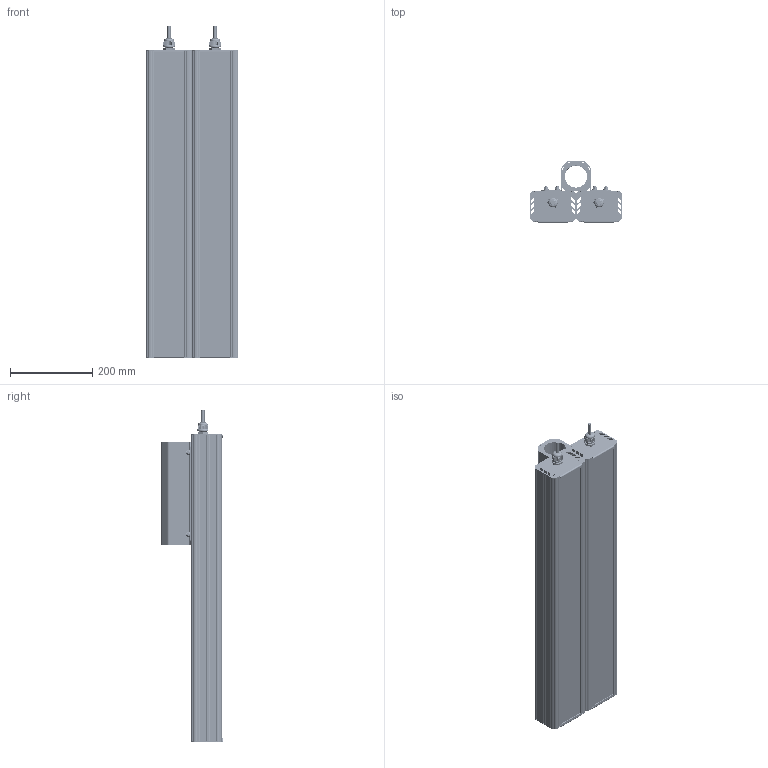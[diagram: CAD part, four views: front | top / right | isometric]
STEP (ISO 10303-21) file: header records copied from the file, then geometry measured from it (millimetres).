
FILE_DESCRIPTION(('STEP AP214'), '1');
FILE_NAME('001.0101.11.000 - ÃÑÓ-Ïðèìà 200 (2õ100)', '', ('UNSPECIFIED'), ('UNSPECIFIED'), 'C3D Converter', 'C3D Toolkit', '');
FILE_SCHEMA(('AUTOMOTIVE_DESIGN { 1 0 10303 214 3 1 1}'));
Length unit declared in the file: millimetre
Products named in the file (38): 001.0101.11.000
Assembly tree (83 placements, depth 4):
  001.0101.11.000
    (unnamed)  x2
      (unnamed)
      (unnamed)
      (unnamed)
      (unnamed)
      (unnamed)
      (unnamed)
      (unnamed)
      (unnamed)
      (unnamed)
        (unnamed)  x3
        (unnamed)  x13
        (unnamed)
        (unnamed)
        (unnamed)
        (unnamed)
        (unnamed)
        (unnamed)
        (unnamed)
    (unnamed)  x2
      (unnamed)
    (unnamed)
      (unnamed)  x2
      (unnamed)  x2
      (unnamed)  x2
      (unnamed)  x2
      (unnamed)  x2
      (unnamed)  x2
      (unnamed)  x2
      (unnamed)  x2
      (unnamed)  x2
      (unnamed)  x2
      (unnamed)  x2
      (unnamed)  x2
      (unnamed)
      (unnamed)  x4
      (unnamed)
Bounding box: 224.38 x 150.42 x 809.43 mm (x, y, z)
Volume: 3144347.9 mm3; surface area: 2619107.3 mm2
Topology: 742 solids, 742 shells, 8767 faces, 21105 edges, 14114 vertices
Faces by surface type: plane 5854, cylinder 2377, cone 356, bspline 90, sphere 60, torus 30
Full cylindrical faces by diameter (mm): 1 x60, 2 x40, 2.5 x80, 2.8 x500, 3.2 x60, 3.5 x100, 4 x16, 6 x16, 6.375 x8, 8 x16, 8.5 x3, 12 x10, 12.5 x2, 16 x2, 18.5 x6, 20 x2, 23.5 x2, 27 x2, 54 x1, 60 x5
Entity records: 103189 total; most frequent: CARTESIAN_POINT 45459, DIRECTION 10272, ORIENTED_EDGE 9826, EDGE_CURVE 4913, AXIS2_PLACEMENT_3D 3672, VERTEX_POINT 3343, LINE 2928, VECTOR 2928
